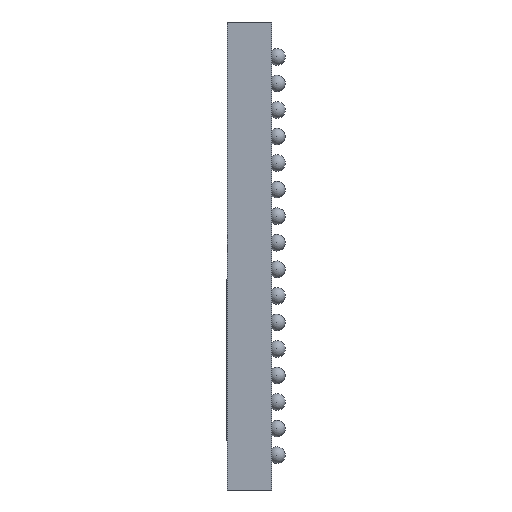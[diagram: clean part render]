
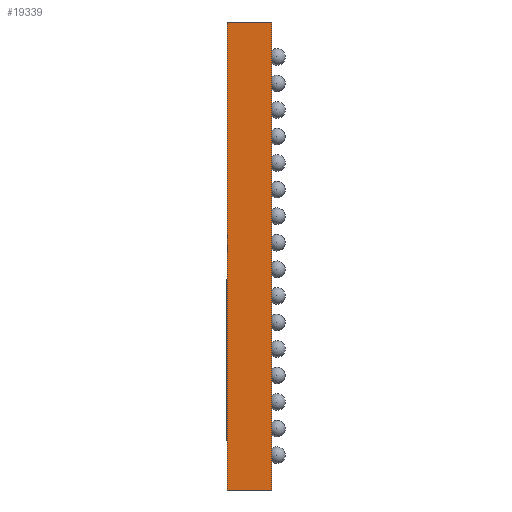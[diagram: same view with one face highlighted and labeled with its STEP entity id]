
A CAD part, left-side view. The second image highlights one B-rep face of the part: STEP entity #19339.
In plain terms, the highlighted planar face has unit normal (-1, 0, 0).
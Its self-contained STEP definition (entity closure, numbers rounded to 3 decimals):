
#443 = ORIENTED_EDGE ( 'NONE', *, *, #16021, .T. ) ;
#1444 = CARTESIAN_POINT ( 'NONE',  ( -7.05, 1.35, -7.05 ) ) ;
#3331 = CARTESIAN_POINT ( 'NONE',  ( -7.05, 1.35, 7.05 ) ) ;
#3348 = CARTESIAN_POINT ( 'NONE',  ( -7.05, 1.35, 7.05 ) ) ;
#4244 = CARTESIAN_POINT ( 'NONE',  ( -7.05, 1.35, 7.05 ) ) ;
#5357 = DIRECTION ( 'NONE',  ( 0., 0., 1. ) ) ;
#5557 = DIRECTION ( 'NONE',  ( 1., 0., 0. ) ) ;
#6839 = EDGE_CURVE ( 'NONE', #20131, #8743, #13225, .T. ) ;
#8472 = CARTESIAN_POINT ( 'NONE',  ( -7.05, 0., 7.05 ) ) ;
#8743 = VERTEX_POINT ( 'NONE', #8472 ) ;
#9057 = VECTOR ( 'NONE', #5357, 1000. ) ;
#10403 = DIRECTION ( 'NONE',  ( 0., 0., 1. ) ) ;
#11035 = EDGE_LOOP ( 'NONE', ( #443, #16430, #27941, #20060 ) ) ;
#13225 = LINE ( 'NONE', #4244, #21124 ) ;
#13498 = VECTOR ( 'NONE', #27979, 1000. ) ;
#13714 = PLANE ( 'NONE',  #26508 ) ;
#15811 = CARTESIAN_POINT ( 'NONE',  ( -7.05, 1.35, -7.05 ) ) ;
#16021 = EDGE_CURVE ( 'NONE', #22270, #8743, #19543, .T. ) ;
#16412 = DIRECTION ( 'NONE',  ( 0., 0., -1. ) ) ;
#16430 = ORIENTED_EDGE ( 'NONE', *, *, #6839, .F. ) ;
#16603 = LINE ( 'NONE', #1444, #13498 ) ;
#16972 = CARTESIAN_POINT ( 'NONE',  ( -7.05, 0., 7.05 ) ) ;
#18273 = CARTESIAN_POINT ( 'NONE',  ( -7.05, 0., -7.05 ) ) ;
#19339 = ADVANCED_FACE ( 'NONE', ( #23042 ), #13714, .F. ) ;
#19543 = LINE ( 'NONE', #16972, #26100 ) ;
#19781 = DIRECTION ( 'NONE',  ( 0., -1., 0. ) ) ;
#20060 = ORIENTED_EDGE ( 'NONE', *, *, #20865, .T. ) ;
#20131 = VERTEX_POINT ( 'NONE', #23556 ) ;
#20865 = EDGE_CURVE ( 'NONE', #24431, #22270, #16603, .T. ) ;
#21124 = VECTOR ( 'NONE', #19781, 1000. ) ;
#22270 = VERTEX_POINT ( 'NONE', #18273 ) ;
#22895 = EDGE_CURVE ( 'NONE', #24431, #20131, #26656, .T. ) ;
#23042 = FACE_OUTER_BOUND ( 'NONE', #11035, .T. ) ;
#23556 = CARTESIAN_POINT ( 'NONE',  ( -7.05, 1.35, 7.05 ) ) ;
#24431 = VERTEX_POINT ( 'NONE', #15811 ) ;
#26100 = VECTOR ( 'NONE', #10403, 1000. ) ;
#26508 = AXIS2_PLACEMENT_3D ( 'NONE', #3348, #5557, #16412 ) ;
#26656 = LINE ( 'NONE', #3331, #9057 ) ;
#27941 = ORIENTED_EDGE ( 'NONE', *, *, #22895, .F. ) ;
#27979 = DIRECTION ( 'NONE',  ( 0., -1., 0. ) ) ;
